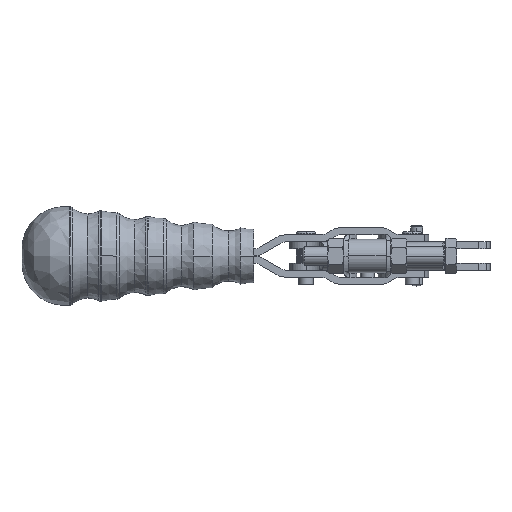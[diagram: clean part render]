
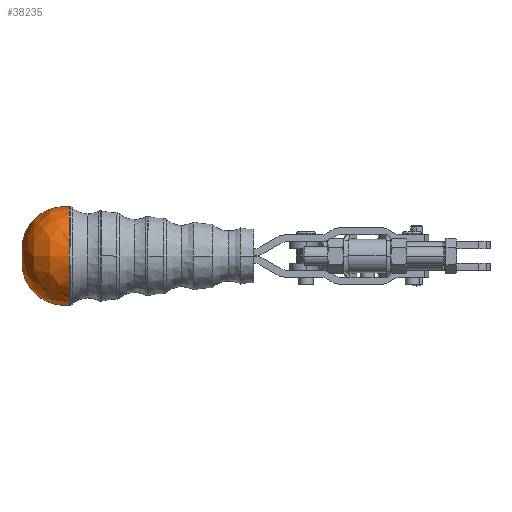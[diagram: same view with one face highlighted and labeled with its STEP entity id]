
A CAD part, left-side view. The second image highlights one B-rep face of the part: STEP entity #38235.
In plain terms, the highlighted free-form (B-spline) face has degree [2, 2] with [5, 9] control points.
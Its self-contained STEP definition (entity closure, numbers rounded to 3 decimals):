
#1073=CARTESIAN_POINT('',(-29.628,102.287,-108.329));
#1074=VERTEX_POINT('',#1073);
#1081=CARTESIAN_POINT('',(-8.801,102.208,-129.156));
#1082=VERTEX_POINT('',#1081);
#1083=CARTESIAN_POINT('',(-8.801,102.208,-108.329));
#1084=DIRECTION('',(-0.004,-1.,0.));
#1085=DIRECTION('',(-1.,0.004,0.));
#1086=AXIS2_PLACEMENT_3D('',#1083,#1084,#1085);
#1087=CIRCLE('',#1086,20.827);
#1088=EDGE_CURVE('',#1074,#1082,#1087,.T.);
#1171=CARTESIAN_POINT('',(-8.726,122.038,-108.329));
#1172=VERTEX_POINT('',#1171);
#1173=CARTESIAN_POINT('',(-8.793,104.281,-111.276));
#1174=DIRECTION('',(1.,-0.004,0.0));
#1175=DIRECTION('',(0.0,0.0,-1.0));
#1176=AXIS2_PLACEMENT_3D('',#1173,#1174,#1175);
#1177=CIRCLE('',#1176,18.);
#1178=EDGE_CURVE('',#1082,#1172,#1177,.T.);
#1180=CARTESIAN_POINT('',(-8.801,102.208,-87.501));
#1181=VERTEX_POINT('',#1180);
#1182=CARTESIAN_POINT('',(-8.793,104.281,-105.381));
#1183=DIRECTION('',(1.,-0.004,0.0));
#1184=DIRECTION('',(0.0,0.0,1.0));
#1185=AXIS2_PLACEMENT_3D('',#1182,#1183,#1184);
#1186=CIRCLE('',#1185,18.);
#1187=EDGE_CURVE('',#1172,#1181,#1186,.T.);
#38170=CARTESIAN_POINT('',(-8.726,122.038,-108.329));
#38171=CARTESIAN_POINT('',(-8.72,123.512,-117.21));
#38172=CARTESIAN_POINT('',(-8.744,117.289,-123.716));
#38173=CARTESIAN_POINT('',(-8.767,111.067,-130.223));
#38174=CARTESIAN_POINT('',(-8.801,102.129,-129.146));
#38175=CARTESIAN_POINT('',(-8.726,122.038,-108.329));
#38176=CARTESIAN_POINT('',(-17.601,123.545,-117.21));
#38177=CARTESIAN_POINT('',(-24.131,117.348,-123.716));
#38178=CARTESIAN_POINT('',(-30.661,111.15,-130.223));
#38179=CARTESIAN_POINT('',(-29.619,102.208,-129.146));
#38180=CARTESIAN_POINT('',(-8.726,122.038,-108.329));
#38181=CARTESIAN_POINT('',(-17.601,123.545,-108.329));
#38182=CARTESIAN_POINT('',(-24.131,117.348,-108.329));
#38183=CARTESIAN_POINT('',(-30.661,111.15,-108.329));
#38184=CARTESIAN_POINT('',(-29.619,102.208,-108.329));
#38185=CARTESIAN_POINT('',(-8.726,122.038,-108.329));
#38186=CARTESIAN_POINT('',(-17.601,123.545,-99.447));
#38187=CARTESIAN_POINT('',(-24.131,117.348,-92.941));
#38188=CARTESIAN_POINT('',(-30.661,111.15,-86.434));
#38189=CARTESIAN_POINT('',(-29.619,102.208,-87.511));
#38190=CARTESIAN_POINT('',(-8.726,122.038,-108.329));
#38191=CARTESIAN_POINT('',(-8.72,123.512,-99.447));
#38192=CARTESIAN_POINT('',(-8.744,117.289,-92.941));
#38193=CARTESIAN_POINT('',(-8.767,111.067,-86.434));
#38194=CARTESIAN_POINT('',(-8.801,102.129,-87.511));
#38195=CARTESIAN_POINT('',(-8.726,122.038,-108.329));
#38196=CARTESIAN_POINT('',(0.161,123.478,-99.447));
#38197=CARTESIAN_POINT('',(6.644,117.231,-92.941));
#38198=CARTESIAN_POINT('',(13.127,110.984,-86.434));
#38199=CARTESIAN_POINT('',(12.017,102.05,-87.511));
#38200=CARTESIAN_POINT('',(-8.726,122.038,-108.329));
#38201=CARTESIAN_POINT('',(0.161,123.478,-108.329));
#38202=CARTESIAN_POINT('',(6.644,117.231,-108.329));
#38203=CARTESIAN_POINT('',(13.127,110.984,-108.329));
#38204=CARTESIAN_POINT('',(12.017,102.05,-108.329));
#38205=CARTESIAN_POINT('',(-8.726,122.038,-108.329));
#38206=CARTESIAN_POINT('',(0.161,123.478,-117.21));
#38207=CARTESIAN_POINT('',(6.644,117.231,-123.716));
#38208=CARTESIAN_POINT('',(13.127,110.984,-130.223));
#38209=CARTESIAN_POINT('',(12.017,102.05,-129.146));
#38210=CARTESIAN_POINT('',(-8.726,122.038,-108.329));
#38211=CARTESIAN_POINT('',(-8.72,123.512,-117.21));
#38212=CARTESIAN_POINT('',(-8.744,117.289,-123.716));
#38213=CARTESIAN_POINT('',(-8.767,111.067,-130.223));
#38214=CARTESIAN_POINT('',(-8.801,102.129,-129.146));
#38222=(BOUNDED_SURFACE()B_SPLINE_SURFACE(2,2,((#38170,#38175,#38180,#38185,#38190,#38195,#38200,#38205,#38210),(#38171,#38176,#38181,#38186,#38191,#38196,#38201,#38206,#38211),(#38172,#38177,#38182,#38187,#38192,#38197,#38202,#38207,#38212),(#38173,#38178,#38183,#38188,#38193,#38198,#38203,#38208,#38213),(#38174,#38179,#38184,#38189,#38194,#38199,#38204,#38209,#38214)),.UNSPECIFIED.,.F.,.T.,.U.)B_SPLINE_SURFACE_WITH_KNOTS((3,2,3),(3,2,2,2,3),(-1.735,-0.808,0.12),(0.0,1.571,3.142,4.712,6.283),.UNSPECIFIED.)GEOMETRIC_REPRESENTATION_ITEM()RATIONAL_B_SPLINE_SURFACE(((1.0,0.707,1.0,0.707,1.0,0.707,1.0,0.707,1.0),(0.894,0.632,0.894,0.632,0.894,0.632,0.894,0.632,0.894),(1.0,0.707,1.0,0.707,1.0,0.707,1.0,0.707,1.0),(0.894,0.632,0.894,0.632,0.894,0.632,0.894,0.632,0.894),(1.0,0.707,1.0,0.707,1.0,0.707,1.0,0.707,1.0)))REPRESENTATION_ITEM('')SURFACE());
#38223=ORIENTED_EDGE('',*,*,#1178,.F.);
#38224=ORIENTED_EDGE('',*,*,#1088,.F.);
#38225=CARTESIAN_POINT('',(-8.801,102.208,-108.329));
#38226=DIRECTION('',(-0.004,-1.,0.));
#38227=DIRECTION('',(-1.,0.004,0.));
#38228=AXIS2_PLACEMENT_3D('',#38225,#38226,#38227);
#38229=CIRCLE('',#38228,20.827);
#38230=EDGE_CURVE('',#1181,#1074,#38229,.T.);
#38231=ORIENTED_EDGE('',*,*,#38230,.F.);
#38232=ORIENTED_EDGE('',*,*,#1187,.F.);
#38233=EDGE_LOOP('',(#38223,#38224,#38231,#38232));
#38234=FACE_OUTER_BOUND('',#38233,.T.);
#38235=ADVANCED_FACE('',(#38234),#38222,.T.);
